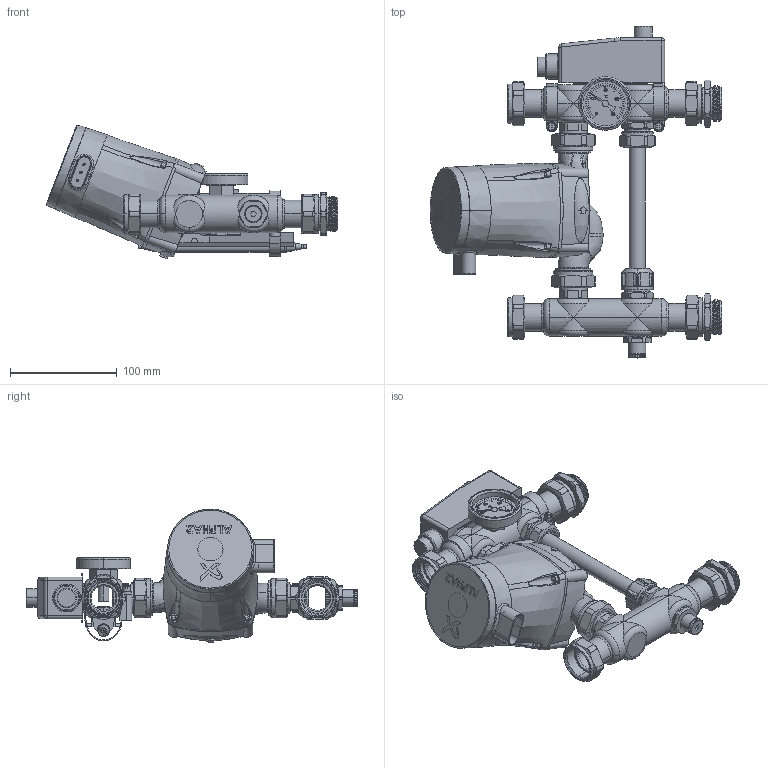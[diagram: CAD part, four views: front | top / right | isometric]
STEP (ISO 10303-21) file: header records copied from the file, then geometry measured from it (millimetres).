
FILE_DESCRIPTION((''),'2;1');
FILE_NAME('9339-05-800_SW0002','2016-06-03T',('marann'),(''),'PRO/ENGINEER BY PARAMETRIC TECHNOLOGY CORPORATION, 2011490','PRO/ENGINEER BY PARAMETRIC TECHNOLOGY CORPORATION, 2011490','');
FILE_SCHEMA(('CONFIG_CONTROL_DESIGN'));
Products named in the file (1): 9339-05-800_SW0002
Bounding box: 272.72 x 310.5 x 125.25 mm (x, y, z)
Volume: 1229930.5 mm3; surface area: 249150.8 mm2
Topology: 7 solids, 8 shells, 2379 faces, 6162 edges, 3926 vertices
Faces by surface type: plane 1260, cylinder 559, cone 268, torus 178, bspline 86, sphere 18, extrusion 10
Entity records: 101004 total; most frequent: CARTESIAN_POINT 43575, ORIENTED_EDGE 12294, DIRECTION 11436, EDGE_CURVE 6147, VERTEX_POINT 3926, AXIS2_PLACEMENT_3D 3882, VECTOR 3672, LINE 3662
